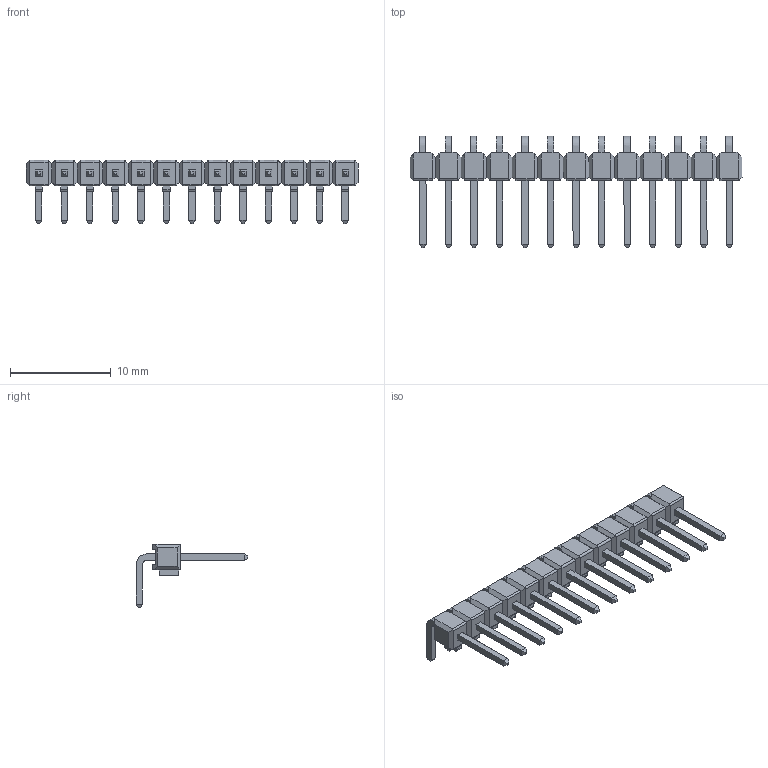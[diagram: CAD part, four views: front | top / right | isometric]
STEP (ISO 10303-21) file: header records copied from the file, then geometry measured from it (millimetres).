
FILE_DESCRIPTION(/* description */ (''),/* implementation_level */ '2;1');
FILE_NAME(/* name */ 'PIE6BF~1',/* time_stamp */ '2014-06-21T13:44:49+02:00',/* author */ (''),/* organization */ (''),/* preprocessor_version */ 'ST-DEVELOPER v14',/* originating_system */ '',/* authorisation */ '');
FILE_SCHEMA (('AUTOMOTIVE_DESIGN'));
Length unit declared in the file: millimetre
Products named in the file (1): Document
Bounding box: 33.03 x 11.11 x 6.29 mm (x, y, z)
Volume: 270.3 mm3; surface area: 1080 mm2
Topology: 25 solids, 39 shells, 585 faces, 1504 edges, 985 vertices
Faces by surface type: plane 507, bspline 78
Entity records: 34744 total; most frequent: CARTESIAN_POINT 14142, B_SPLINE_CURVE_WITH_KNOTS 3992, ORIENTED_EDGE 2938, PCURVE 2938, DEFINITIONAL_REPRESENTATION 2938, SURFACE_CURVE 1497, EDGE_CURVE 1497, VERTEX_POINT 976
